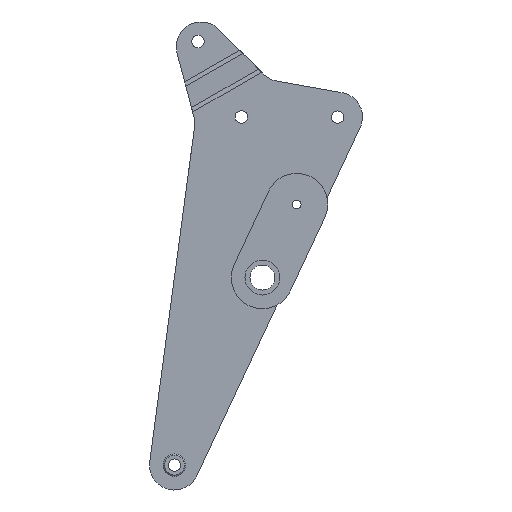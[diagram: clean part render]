
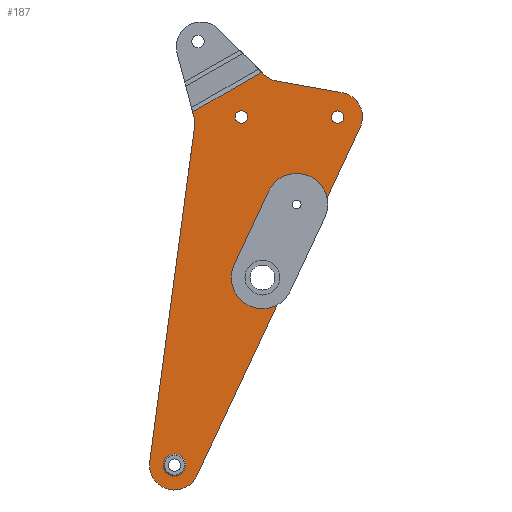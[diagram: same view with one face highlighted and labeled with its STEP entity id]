
A CAD part, left-side view. The second image highlights one B-rep face of the part: STEP entity #187.
In plain terms, the highlighted planar face has unit normal (-1, 0, 0).
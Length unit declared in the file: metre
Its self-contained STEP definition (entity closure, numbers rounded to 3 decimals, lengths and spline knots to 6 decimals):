
#187 = ADVANCED_FACE( '', ( #431, #432, #433, #434, #435, #436 ), #437, .F. );
#431 = FACE_BOUND( '', #727, .T. );
#432 = FACE_BOUND( '', #728, .T. );
#433 = FACE_BOUND( '', #729, .T. );
#434 = FACE_BOUND( '', #730, .T. );
#435 = FACE_OUTER_BOUND( '', #731, .T. );
#436 = FACE_BOUND( '', #732, .T. );
#437 = PLANE( '', #733 );
#727 = EDGE_LOOP( '', ( #1219 ) );
#728 = EDGE_LOOP( '', ( #1220 ) );
#729 = EDGE_LOOP( '', ( #1221 ) );
#730 = EDGE_LOOP( '', ( #1222 ) );
#731 = EDGE_LOOP( '', ( #1223, #1224, #1225, #1226, #1227, #1228, #1229, #1230, #1231, #1232 ) );
#732 = EDGE_LOOP( '', ( #1233 ) );
#733 = AXIS2_PLACEMENT_3D( '', #1234, #1235, #1236 );
#1219 = ORIENTED_EDGE( '', *, *, #1607, .F. );
#1220 = ORIENTED_EDGE( '', *, *, #1664, .T. );
#1221 = ORIENTED_EDGE( '', *, *, #1690, .F. );
#1222 = ORIENTED_EDGE( '', *, *, #1691, .F. );
#1223 = ORIENTED_EDGE( '', *, *, #1692, .T. );
#1224 = ORIENTED_EDGE( '', *, *, #1693, .T. );
#1225 = ORIENTED_EDGE( '', *, *, #1651, .F. );
#1226 = ORIENTED_EDGE( '', *, *, #1694, .F. );
#1227 = ORIENTED_EDGE( '', *, *, #1695, .T. );
#1228 = ORIENTED_EDGE( '', *, *, #1696, .T. );
#1229 = ORIENTED_EDGE( '', *, *, #1549, .T. );
#1230 = ORIENTED_EDGE( '', *, *, #1697, .T. );
#1231 = ORIENTED_EDGE( '', *, *, #1684, .T. );
#1232 = ORIENTED_EDGE( '', *, *, #1613, .F. );
#1233 = ORIENTED_EDGE( '', *, *, #1592, .F. );
#1234 = CARTESIAN_POINT( '', ( -0.093999, -2.669755, 1.332065 ) );
#1235 = DIRECTION( '', ( 1., 0., 0. ) );
#1236 = DIRECTION( '', ( 0., 1., 0. ) );
#1549 = EDGE_CURVE( '', #1826, #1831, #1833, .T. );
#1592 = EDGE_CURVE( '', #1901, #1901, #1902, .F. );
#1607 = EDGE_CURVE( '', #1927, #1927, #1928, .F. );
#1613 = EDGE_CURVE( '', #1937, #1939, #1940, .F. );
#1651 = EDGE_CURVE( '', #1998, #2000, #2001, .T. );
#1664 = EDGE_CURVE( '', #2017, #2017, #2018, .T. );
#1684 = EDGE_CURVE( '', #2041, #1939, #2045, .T. );
#1690 = EDGE_CURVE( '', #2052, #2052, #2053, .F. );
#1691 = EDGE_CURVE( '', #2054, #2054, #2055, .F. );
#1692 = EDGE_CURVE( '', #1937, #2056, #2057, .T. );
#1693 = EDGE_CURVE( '', #2056, #2000, #2058, .F. );
#1694 = EDGE_CURVE( '', #2059, #1998, #2060, .F. );
#1695 = EDGE_CURVE( '', #2059, #2061, #2062, .T. );
#1696 = EDGE_CURVE( '', #2061, #1826, #2063, .F. );
#1697 = EDGE_CURVE( '', #1831, #2041, #2064, .F. );
#1826 = VERTEX_POINT( '', #2218 );
#1831 = VERTEX_POINT( '', #2225 );
#1833 = LINE( '', #2228, #2229 );
#1901 = VERTEX_POINT( '', #2309 );
#1902 = CIRCLE( '', #2310, 0.00635 );
#1927 = VERTEX_POINT( '', #2339 );
#1928 = CIRCLE( '', #2340, 0.01778 );
#1937 = VERTEX_POINT( '', #2352 );
#1939 = VERTEX_POINT( '', #2355 );
#1940 = CIRCLE( '', #2356, 0.0254 );
#1998 = VERTEX_POINT( '', #2429 );
#2000 = VERTEX_POINT( '', #2432 );
#2001 = LINE( '', #2433, #2434 );
#2017 = VERTEX_POINT( '', #2458 );
#2018 = CIRCLE( '', #2459, 0.01143 );
#2041 = VERTEX_POINT( '', #2488 );
#2045 = LINE( '', #2494, #2495 );
#2052 = VERTEX_POINT( '', #2503 );
#2053 = CIRCLE( '', #2504, 0.00635 );
#2054 = VERTEX_POINT( '', #2505 );
#2055 = CIRCLE( '', #2506, 0.00635 );
#2056 = VERTEX_POINT( '', #2507 );
#2057 = LINE( '', #2508, #2509 );
#2058 = LINE( '', #2510, #2511 );
#2059 = VERTEX_POINT( '', #2512 );
#2060 = CIRCLE( '', #2513, 0.0254 );
#2061 = VERTEX_POINT( '', #2514 );
#2062 = LINE( '', #2515, #2516 );
#2063 = CIRCLE( '', #2517, 0.0254 );
#2064 = CIRCLE( '', #2518, 0.0254 );
#2218 = CARTESIAN_POINT( '', ( -0.093999, -2.567903, 0.380875 ) );
#2225 = CARTESIAN_POINT( '', ( -0.093999, -2.734547, 0.736163 ) );
#2228 = CARTESIAN_POINT( '', ( -0.093999, -2.651225, 0.558519 ) );
#2229 = VECTOR( '', #2668, 1. );
#2309 = CARTESIAN_POINT( '', ( -0.093999, -2.711551, 0.740599 ) );
#2310 = AXIS2_PLACEMENT_3D( '', #2732, #2733, #2734 );
#2339 = CARTESIAN_POINT( '', ( -0.093999, -2.634701, 0.565322 ) );
#2340 = AXIS2_PLACEMENT_3D( '', #2757, #2758, #2759 );
#2352 = CARTESIAN_POINT( '', ( -0.093999, -2.635686, 0.79097 ) );
#2355 = CARTESIAN_POINT( '', ( -0.093999, -2.64922, 0.783886 ) );
#2356 = AXIS2_PLACEMENT_3D( '', #2767, #2768, #2769 );
#2429 = CARTESIAN_POINT( '', ( -0.093999, -2.564926, 0.747035 ) );
#2432 = CARTESIAN_POINT( '', ( -0.093999, -2.563547, 0.752228 ) );
#2433 = CARTESIAN_POINT( '', ( -0.093999, -2.426711, 1.267526 ) );
#2434 = VECTOR( '', #2828, 1. );
#2458 = CARTESIAN_POINT( '', ( -0.093999, -2.544907, 0.380231 ) );
#2459 = AXIS2_PLACEMENT_3D( '', #2843, #2844, #2845 );
#2488 = CARTESIAN_POINT( '', ( -0.093999, -2.716018, 0.771953 ) );
#2494 = CARTESIAN_POINT( '', ( -0.093999, -2.682619, 0.77792 ) );
#2495 = VECTOR( '', #2866, 1. );
#2503 = CARTESIAN_POINT( '', ( -0.093999, -2.613268, 0.740854 ) );
#2504 = AXIS2_PLACEMENT_3D( '', #2871, #2872, #2873 );
#2505 = CARTESIAN_POINT( '', ( -0.093999, -2.669755, 0.651489 ) );
#2506 = AXIS2_PLACEMENT_3D( '', #2874, #2875, #2876 );
#2507 = CARTESIAN_POINT( '', ( -0.093999, -2.633981, 0.792683 ) );
#2508 = CARTESIAN_POINT( '', ( -0.093999, -2.382099, 1.045696 ) );
#2509 = VECTOR( '', #2877, 1. );
#2510 = CARTESIAN_POINT( '', ( -0.093999, -2.893834, 0.941933 ) );
#2511 = VECTOR( '', #2878, 1. );
#2512 = CARTESIAN_POINT( '', ( -0.093999, -2.565552, 0.737144 ) );
#2513 = AXIS2_PLACEMENT_3D( '', #2879, #2880, #2881 );
#2514 = CARTESIAN_POINT( '', ( -0.093999, -2.519732, 0.395033 ) );
#2515 = CARTESIAN_POINT( '', ( -0.093999, -2.533229, 0.49581 ) );
#2516 = VECTOR( '', #2882, 1. );
#2517 = AXIS2_PLACEMENT_3D( '', #2883, #2884, #2885 );
#2518 = AXIS2_PLACEMENT_3D( '', #2886, #2887, #2888 );
#2668 = DIRECTION( '', ( 0., -0.425, 0.905 ) );
#2732 = CARTESIAN_POINT( '', ( -0.093999, -2.711551, 0.746949 ) );
#2733 = DIRECTION( '', ( 1., 0., 0. ) );
#2734 = DIRECTION( '', ( 0., 0., -1. ) );
#2757 = CARTESIAN_POINT( '', ( -0.093999, -2.634701, 0.583102 ) );
#2758 = DIRECTION( '', ( 1., 0., 0. ) );
#2759 = DIRECTION( '', ( 0., 0., -1. ) );
#2767 = CARTESIAN_POINT( '', ( -0.093999, -2.653687, 0.80889 ) );
#2768 = DIRECTION( '', ( 1., 0., 0. ) );
#2769 = DIRECTION( '', ( 0., 0., -1. ) );
#2828 = DIRECTION( '', ( 0., 0.257, 0.967 ) );
#2843 = CARTESIAN_POINT( '', ( -0.093999, -2.544907, 0.391661 ) );
#2844 = DIRECTION( '', ( 1., 0., 0. ) );
#2845 = DIRECTION( '', ( 0., 0., -1. ) );
#2866 = DIRECTION( '', ( 0., 0.984, 0.176 ) );
#2871 = CARTESIAN_POINT( '', ( -0.093999, -2.613268, 0.747204 ) );
#2872 = DIRECTION( '', ( 1., 0., 0. ) );
#2873 = DIRECTION( '', ( 0., 0., -1. ) );
#2874 = CARTESIAN_POINT( '', ( -0.093999, -2.669755, 0.657839 ) );
#2875 = DIRECTION( '', ( 1., 0., 0. ) );
#2876 = DIRECTION( '', ( 0., 0., -1. ) );
#2877 = DIRECTION( '', ( 0., 0.706, 0.709 ) );
#2878 = DIRECTION( '', ( 0., -0.867, 0.498 ) );
#2879 = CARTESIAN_POINT( '', ( -0.093999, -2.540377, 0.740516 ) );
#2880 = DIRECTION( '', ( 1., 0., 0. ) );
#2881 = DIRECTION( '', ( 0., 0., -1. ) );
#2882 = DIRECTION( '', ( 0., 0.133, -0.991 ) );
#2883 = CARTESIAN_POINT( '', ( -0.093999, -2.544907, 0.391661 ) );
#2884 = DIRECTION( '', ( 1., 0., 0. ) );
#2885 = DIRECTION( '', ( 0., 0., -1. ) );
#2886 = CARTESIAN_POINT( '', ( -0.093999, -2.711551, 0.746949 ) );
#2887 = DIRECTION( '', ( 1., 0., 0. ) );
#2888 = DIRECTION( '', ( 0., 0., -1. ) );
